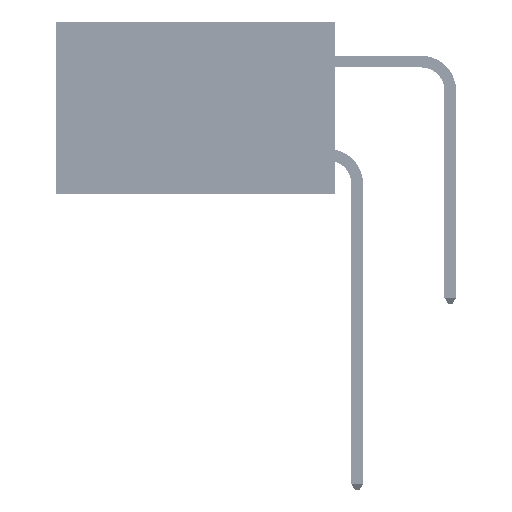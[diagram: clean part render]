
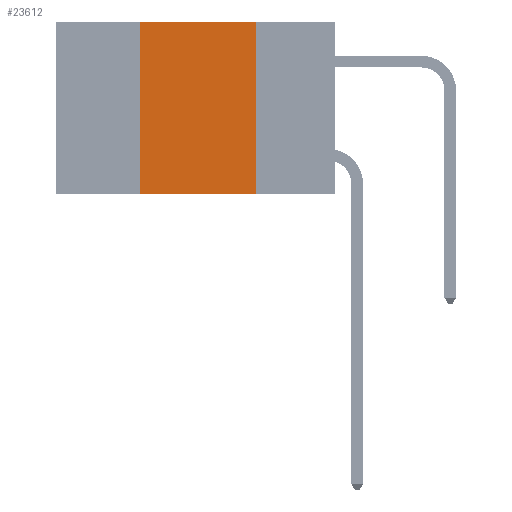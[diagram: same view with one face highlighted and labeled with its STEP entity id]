
A CAD part, left-side view. The second image highlights one B-rep face of the part: STEP entity #23612.
In plain terms, the highlighted planar face has unit normal (-1, 0, 0).
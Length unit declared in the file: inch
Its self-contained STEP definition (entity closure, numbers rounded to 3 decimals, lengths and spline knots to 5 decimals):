
#1950 = EDGE_CURVE ( 'NONE', #40866, #10951, #40036, .T. ) ;
#2808 = CARTESIAN_POINT ( 'NONE',  ( 0., 0.6, 0. ) ) ;
#3738 = CARTESIAN_POINT ( 'NONE',  ( 0., 0.6, 0. ) ) ;
#3902 = DIRECTION ( 'NONE',  ( 1., 0., 0. ) ) ;
#7014 = ORIENTED_EDGE ( 'NONE', *, *, #1950, .F. ) ;
#7188 = ORIENTED_EDGE ( 'NONE', *, *, #46273, .F. ) ;
#10951 = VERTEX_POINT ( 'NONE', #17489 ) ;
#13059 = LINE ( 'NONE', #25947, #16038 ) ;
#15977 = VECTOR ( 'NONE', #21390, 39.37008 ) ;
#16038 = VECTOR ( 'NONE', #29984, 39.37008 ) ;
#17489 = CARTESIAN_POINT ( 'NONE',  ( 0., 0.42, 0. ) ) ;
#19545 = FACE_OUTER_BOUND ( 'NONE', #35148, .T. ) ;
#21005 = VERTEX_POINT ( 'NONE', #21979 ) ;
#21390 = DIRECTION ( 'NONE',  ( 0., 0., 1. ) ) ;
#21979 = CARTESIAN_POINT ( 'NONE',  ( 0., 0.17, -0.37 ) ) ;
#23612 = ADVANCED_FACE ( 'NONE', ( #19545 ), #26753, .F. ) ;
#24175 = ORIENTED_EDGE ( 'NONE', *, *, #45783, .T. ) ;
#24511 = LINE ( 'NONE', #42292, #44321 ) ;
#25947 = CARTESIAN_POINT ( 'NONE',  ( 0., 0.17, 0. ) ) ;
#26753 = PLANE ( 'NONE',  #38151 ) ;
#28602 = VECTOR ( 'NONE', #45104, 39.37008 ) ;
#29984 = DIRECTION ( 'NONE',  ( 0., 0., -1. ) ) ;
#30468 = VERTEX_POINT ( 'NONE', #36127 ) ;
#30486 = ORIENTED_EDGE ( 'NONE', *, *, #36668, .F. ) ;
#30644 = DIRECTION ( 'NONE',  ( 0., 0., -1. ) ) ;
#35148 = EDGE_LOOP ( 'NONE', ( #7188, #30486, #7014, #24175 ) ) ;
#35365 = CARTESIAN_POINT ( 'NONE',  ( 0., 0.42, -0.37 ) ) ;
#36127 = CARTESIAN_POINT ( 'NONE',  ( 0., 0.17, 0. ) ) ;
#36668 = EDGE_CURVE ( 'NONE', #10951, #30468, #49009, .T. ) ;
#38151 = AXIS2_PLACEMENT_3D ( 'NONE', #3738, #3902, #30644 ) ;
#39586 = DIRECTION ( 'NONE',  ( 0., -1., 0. ) ) ;
#40036 = LINE ( 'NONE', #44417, #15977 ) ;
#40866 = VERTEX_POINT ( 'NONE', #35365 ) ;
#42292 = CARTESIAN_POINT ( 'NONE',  ( 0., 0.6, -0.37 ) ) ;
#44321 = VECTOR ( 'NONE', #39586, 39.37008 ) ;
#44417 = CARTESIAN_POINT ( 'NONE',  ( 0., 0.42, 0. ) ) ;
#45104 = DIRECTION ( 'NONE',  ( 0., -1., 0. ) ) ;
#45783 = EDGE_CURVE ( 'NONE', #40866, #21005, #24511, .T. ) ;
#46273 = EDGE_CURVE ( 'NONE', #30468, #21005, #13059, .T. ) ;
#49009 = LINE ( 'NONE', #2808, #28602 ) ;
